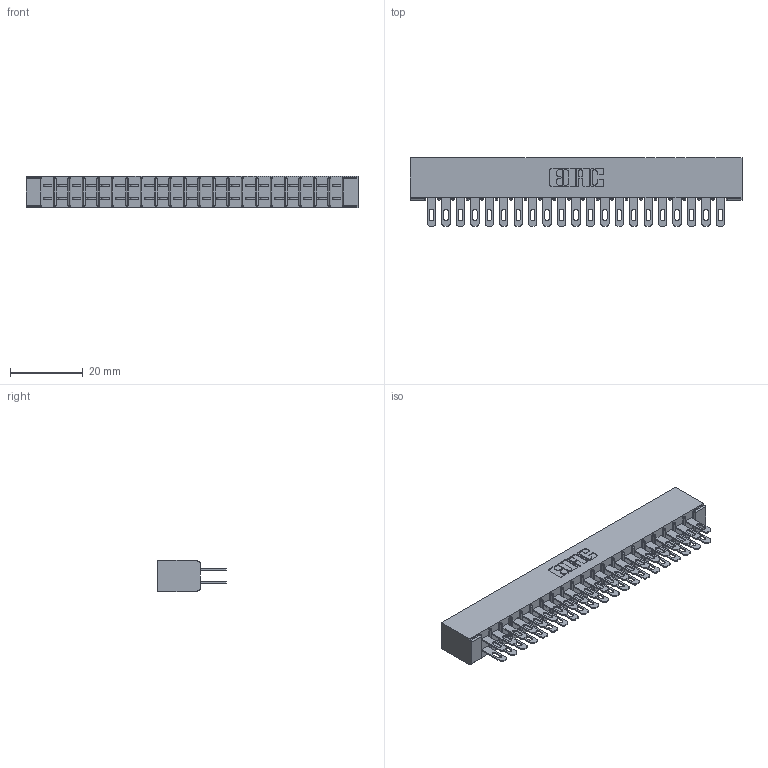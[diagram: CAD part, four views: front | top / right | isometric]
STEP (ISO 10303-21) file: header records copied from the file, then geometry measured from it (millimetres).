
FILE_DESCRIPTION (( 'STEP AP203' ), '1' );
FILE_NAME ('305-042-500-501.STEP', '2019-09-09T19:18:48', ( '' ), ( '' ), 'SwSTEP 2.0', 'SolidWorks 2016', '' );
FILE_SCHEMA (( 'CONFIG_CONTROL_DESIGN' ));
Length unit declared in the file: inch
Products named in the file (3): 305-042-500-501; 305-290-001_500; 305 Part_No Mounting
Assembly tree (43 placements, depth 2):
  305-042-500-501
    305 Part_No Mounting
    305-290-001_500  x42
Bounding box: 91.08 x 18.85 x 8.71 mm (x, y, z)
Volume: 5740.3 mm3; surface area: 12742.9 mm2
Topology: 43 solids, 43 shells, 2208 faces, 6319 edges, 4098 vertices
Faces by surface type: plane 1240, cylinder 884, sphere 84
Entity records: 25038 total; most frequent: CARTESIAN_POINT 4141, ORIENTED_EDGE 4106, DIRECTION 4023, EDGE_CURVE 2053, VECTOR 1639, LINE 1639, VERTEX_POINT 1310, AXIS2_PLACEMENT_3D 1192
